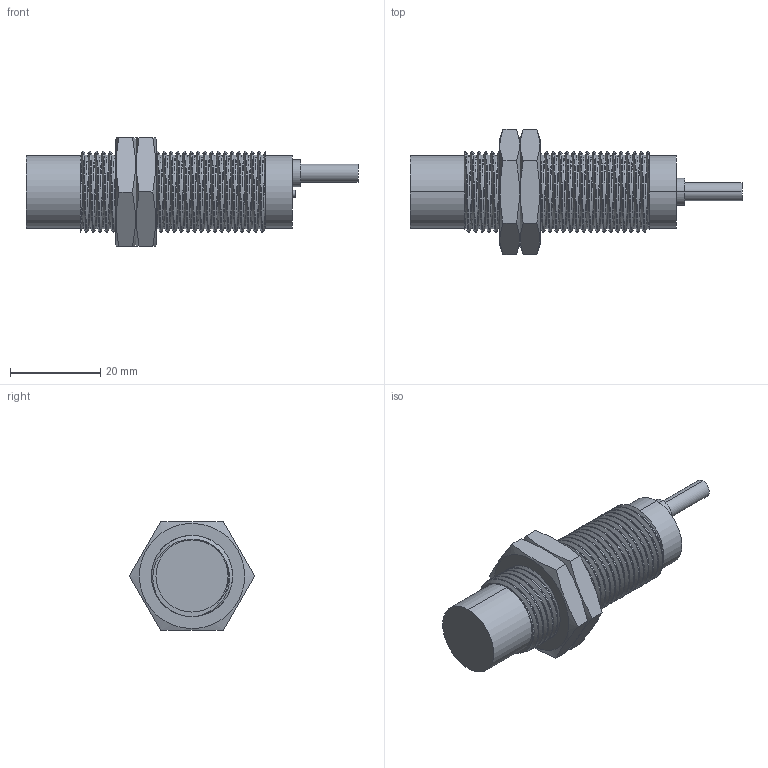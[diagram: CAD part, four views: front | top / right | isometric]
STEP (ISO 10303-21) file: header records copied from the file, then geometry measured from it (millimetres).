
FILE_DESCRIPTION (( 'STEP AP214' ), '1' );
FILE_NAME ('PXINDTYN18-20NO_3D.STEP', '2022-11-15T00:02:12', ( '' ), ( '' ), 'SwSTEP 2.0', 'SolidWorks 2022', '' );
FILE_SCHEMA (( 'AUTOMOTIVE_DESIGN' ));
Length unit declared in the file: inch
Products named in the file (1): PXINDTYN18-20NO_3D
Bounding box: 73.6 x 27.71 x 24 mm (x, y, z)
Volume: 15389.9 mm3; surface area: 6949.8 mm2
Topology: 2 solids, 2 shells, 95 faces, 252 edges, 170 vertices
Faces by surface type: cylinder 67, plane 21, bspline 7
Entity records: 9469 total; most frequent: CARTESIAN_POINT 6252, ORIENTED_EDGE 504, DIRECTION 308, EDGE_CURVE 252, VERTEX_POINT 170, AXIS2_PLACEMENT_3D 115, EDGE_LOOP 106, LENGTH_MEASURE_WITH_UNIT 96
